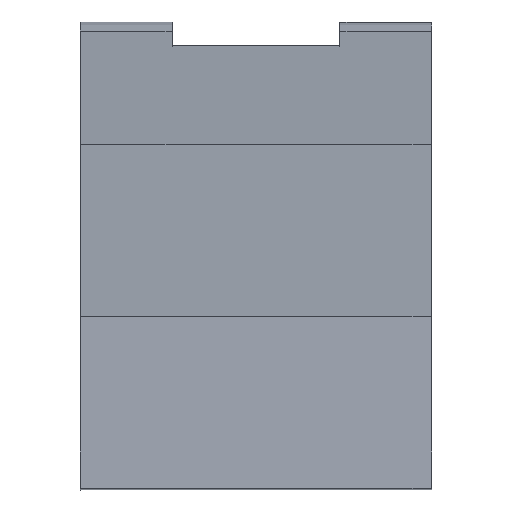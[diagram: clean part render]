
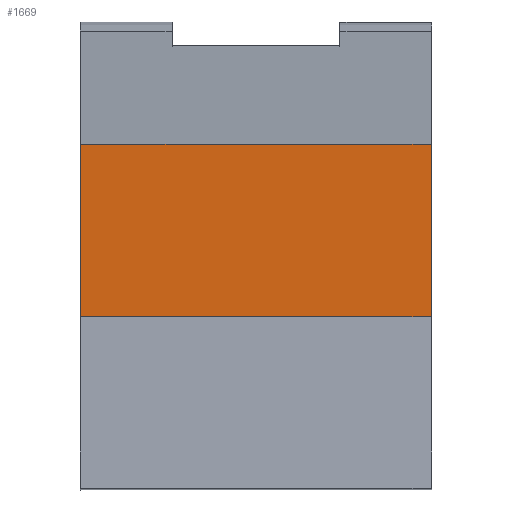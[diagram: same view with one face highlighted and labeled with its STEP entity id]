
A CAD part, left-side view. The second image highlights one B-rep face of the part: STEP entity #1669.
In plain terms, the highlighted planar face has unit normal (-0.267, 0, 0.964).
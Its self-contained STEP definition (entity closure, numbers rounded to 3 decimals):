
#180=DIRECTION('',(-0.964,0.,-0.267));
#181=VECTOR('',#180,30.936);
#182=CARTESIAN_POINT('',(-143.126,185.795,36.83));
#183=LINE('',#182,#181);
#399=DIRECTION('',(0.,1.,0.));
#400=VECTOR('',#399,1.);
#401=CARTESIAN_POINT('',(-143.126,185.795,36.83));
#402=LINE('',#401,#400);
#406=DIRECTION('',(0.,-1.,0.));
#407=VECTOR('',#406,15.84);
#408=CARTESIAN_POINT('',(-172.938,202.635,28.565));
#409=LINE('',#408,#407);
#413=DIRECTION('',(0.,-1.,0.));
#414=VECTOR('',#413,7.04);
#415=CARTESIAN_POINT('',(-143.126,198.235,36.83));
#416=LINE('',#415,#414);
#420=DIRECTION('',(0.,-1.,0.));
#421=VECTOR('',#420,4.4);
#422=CARTESIAN_POINT('',(-143.126,202.635,36.83));
#423=LINE('',#422,#421);
#455=DIRECTION('',(0.,-1.,0.));
#456=VECTOR('',#455,4.4);
#457=CARTESIAN_POINT('',(-143.126,191.195,36.83));
#458=LINE('',#457,#456);
#476=DIRECTION('',(0.964,0.,0.267));
#477=VECTOR('',#476,30.936);
#478=CARTESIAN_POINT('',(-172.938,202.635,28.565));
#479=LINE('',#478,#477);
#786=DIRECTION('',(0.,1.,0.));
#787=VECTOR('',#786,1.);
#788=CARTESIAN_POINT('',(-172.938,185.795,28.565));
#789=LINE('',#788,#787);
#1213=CARTESIAN_POINT('',(-143.126,186.795,36.83));
#1215=VERTEX_POINT('',#1213);
#1217=CARTESIAN_POINT('',(-143.126,185.795,36.83));
#1218=VERTEX_POINT('',#1217);
#1229=CARTESIAN_POINT('',(-172.938,185.795,28.565));
#1230=VERTEX_POINT('',#1229);
#1291=CARTESIAN_POINT('',(-172.938,202.635,28.565));
#1292=VERTEX_POINT('',#1291);
#1293=CARTESIAN_POINT('',(-143.126,202.635,36.83));
#1294=VERTEX_POINT('',#1293);
#1313=CARTESIAN_POINT('',(-172.938,186.795,28.565));
#1314=VERTEX_POINT('',#1313);
#1315=CARTESIAN_POINT('',(-143.126,198.235,36.83));
#1316=CARTESIAN_POINT('',(-143.126,191.195,36.83));
#1317=VERTEX_POINT('',#1315);
#1318=VERTEX_POINT('',#1316);
#1647=CARTESIAN_POINT('',(-169.632,186.795,29.481));
#1648=DIRECTION('',(-0.267,0.,0.964));
#1649=DIRECTION('',(0.964,0.,0.267));
#1650=AXIS2_PLACEMENT_3D('',#1647,#1648,#1649);
#1651=PLANE('',#1650);
#1653=ORIENTED_EDGE('',*,*,#1652,.T.);
#1655=ORIENTED_EDGE('',*,*,#1654,.T.);
#1657=ORIENTED_EDGE('',*,*,#1656,.T.);
#1659=ORIENTED_EDGE('',*,*,#1658,.F.);
#1660=ORIENTED_EDGE('',*,*,#1514,.T.);
#1662=ORIENTED_EDGE('',*,*,#1661,.T.);
#1664=ORIENTED_EDGE('',*,*,#1663,.F.);
#1666=ORIENTED_EDGE('',*,*,#1665,.T.);
#1667=EDGE_LOOP('',(#1653,#1655,#1657,#1659,#1660,#1662,#1664,#1666));
#1668=FACE_OUTER_BOUND('',#1667,.F.);
#1514=EDGE_CURVE('',#1218,#1230,#183,.T.);
#1652=EDGE_CURVE('',#1294,#1317,#423,.T.);
#1654=EDGE_CURVE('',#1317,#1318,#416,.T.);
#1656=EDGE_CURVE('',#1318,#1215,#458,.T.);
#1658=EDGE_CURVE('',#1218,#1215,#402,.T.);
#1661=EDGE_CURVE('',#1230,#1314,#789,.T.);
#1663=EDGE_CURVE('',#1292,#1314,#409,.T.);
#1665=EDGE_CURVE('',#1292,#1294,#479,.T.);
#1669=ADVANCED_FACE('',(#1668),#1651,.T.);
